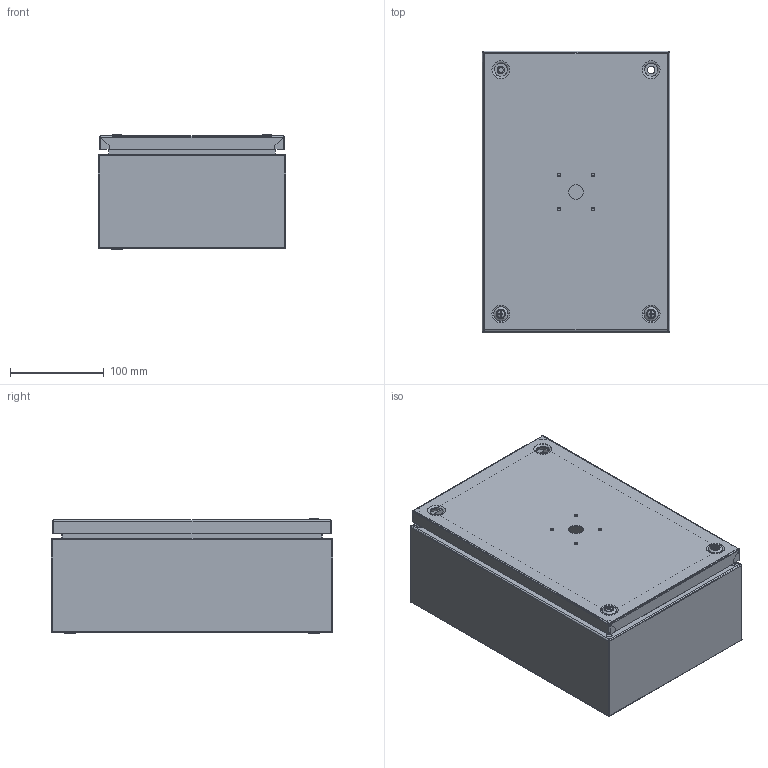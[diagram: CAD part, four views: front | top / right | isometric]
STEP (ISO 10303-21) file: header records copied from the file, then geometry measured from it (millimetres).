
FILE_DESCRIPTION(/* description */ (''),/* implementation_level */ '2;1');
FILE_NAME(/* name */ 'GAZM2_CATALOG.stp',/* time_stamp */ '2020-07-01T15:27:59+02:00',/* author */ (''),/* organization */ (''),/* preprocessor_version */ 'ST-DEVELOPER v16',/* originating_system */ 'SIEMENS PLM Software NX 10.0',/* authorisation */ '');
FILE_SCHEMA (('CONFIG_CONTROL_DESIGN'));
Length unit declared in the file: millimetre
Products named in the file (1): GAZM2_CATALOG
Bounding box: 200 x 300 x 123.29 mm (x, y, z)
Surface area: 485912.3 mm2 (no closed solid volume)
Topology: 0 solids, 22 shells, 192 faces, 711 edges, 524 vertices
Faces by surface type: plane 108, cylinder 36, bspline 29, torus 12, cone 5, sphere 2
Full cylindrical faces by diameter (mm): 3.7 x4, 5 x2, 8 x1, 9 x2, 11.5 x2, 15.6 x1
Entity records: 9037 total; most frequent: CARTESIAN_POINT 3444, DIRECTION 1089, ORIENTED_EDGE 926, EDGE_CURVE 675, VERTEX_POINT 514, LINE 431, VECTOR 431, AXIS2_PLACEMENT_3D 329
